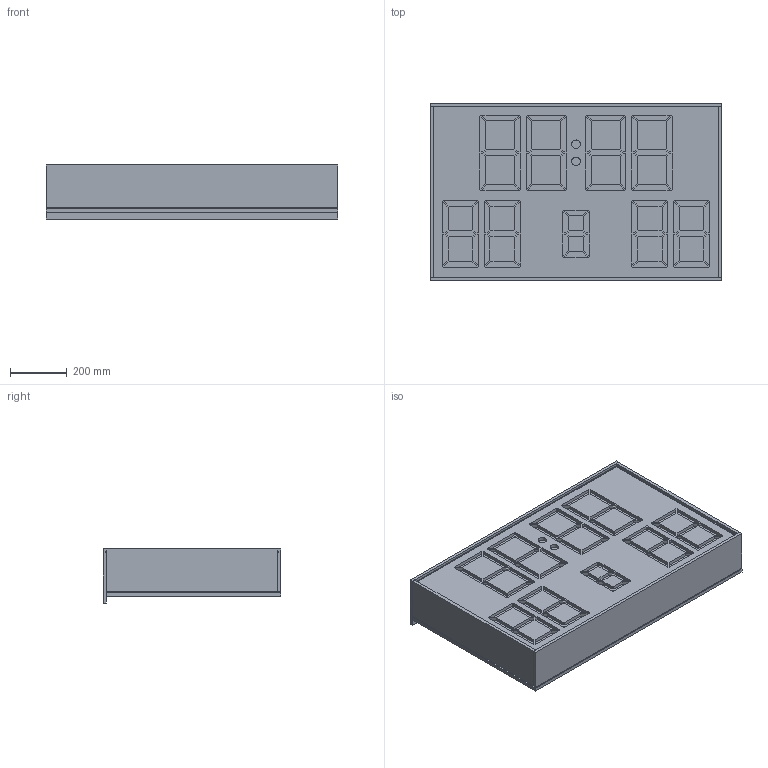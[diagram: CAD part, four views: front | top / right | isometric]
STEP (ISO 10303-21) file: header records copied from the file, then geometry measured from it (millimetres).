
FILE_DESCRIPTION(/* description */ (''),/* implementation_level */ '2;1');
FILE_NAME(/* name */ 'Scoreboard.stp',/* time_stamp */ '2024-03-12T21:35:21+01:00',/* author */ ('haniv'),/* organization */ (''),/* preprocessor_version */ 'ST-DEVELOPER v19.2',/* originating_system */ 'Autodesk Inventor 2024',/* authorisation */ '');
FILE_SCHEMA (('AUTOMOTIVE_DESIGN { 1 0 10303 214 3 1 1 }'));
Length unit declared in the file: millimetre
Products named in the file (8): Scoreboard; Aluminium_Grundplatte; Schablone; Querseite_Gehäuse; Längsseite_Gehäuse; Längsseite_Gehäuse_1; Gummidichtung; Rückseite_Gehäuse
Assembly tree (8 placements, depth 2):
  Scoreboard
    Aluminium_Grundplatte
    Schablone
    Querseite_Gehäuse  x2
    Längsseite_Gehäuse
    Längsseite_Gehäuse_1
    Gummidichtung
    Rückseite_Gehäuse
Bounding box: 1026 x 626 x 190 mm (x, y, z)
Volume: 20188250.8 mm3; surface area: 4877584.5 mm2
Topology: 8 solids, 8 shells, 371 faces, 1063 edges, 708 vertices
Faces by surface type: plane 366, cylinder 5
Full cylindrical faces by diameter (mm): 4 x3, 30 x2
Entity records: 12166 total; most frequent: CARTESIAN_POINT 2108, ORIENTED_EDGE 2078, DIRECTION 1801, EDGE_CURVE 1039, LINE 1031, VECTOR 1031, VERTEX_POINT 692, EDGE_LOOP 491
